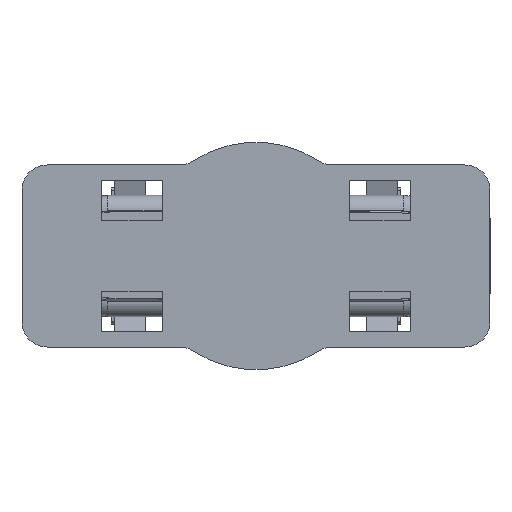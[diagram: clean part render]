
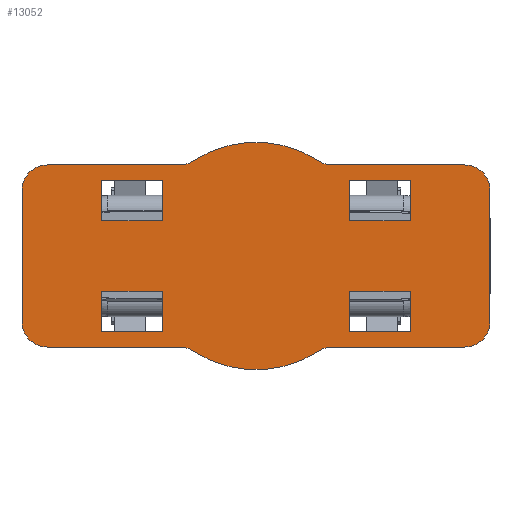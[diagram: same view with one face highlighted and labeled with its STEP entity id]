
A CAD part, front view. The second image highlights one B-rep face of the part: STEP entity #13052.
In plain terms, the highlighted planar face has unit normal (0, -1, 0).
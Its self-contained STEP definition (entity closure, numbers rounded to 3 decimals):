
#733=CIRCLE('',#14169,0.5);
#734=CIRCLE('',#14170,0.5);
#735=CIRCLE('',#14171,2.25);
#736=CIRCLE('',#14172,0.5);
#737=CIRCLE('',#14173,0.5);
#738=CIRCLE('',#14174,0.5);
#739=CIRCLE('',#14175,0.5);
#740=CIRCLE('',#14176,2.25);
#741=CIRCLE('',#14177,0.5);
#742=CIRCLE('',#14178,0.5);
#4341=ORIENTED_EDGE('',*,*,#6447,.F.);
#4342=ORIENTED_EDGE('',*,*,#6448,.F.);
#4343=ORIENTED_EDGE('',*,*,#6449,.F.);
#4344=ORIENTED_EDGE('',*,*,#6450,.F.);
#4345=ORIENTED_EDGE('',*,*,#6451,.T.);
#4346=ORIENTED_EDGE('',*,*,#6452,.T.);
#4347=ORIENTED_EDGE('',*,*,#6453,.T.);
#4348=ORIENTED_EDGE('',*,*,#6454,.T.);
#4349=ORIENTED_EDGE('',*,*,#6455,.T.);
#4350=ORIENTED_EDGE('',*,*,#6456,.T.);
#4351=ORIENTED_EDGE('',*,*,#6457,.T.);
#4352=ORIENTED_EDGE('',*,*,#6458,.T.);
#4353=ORIENTED_EDGE('',*,*,#6459,.T.);
#4354=ORIENTED_EDGE('',*,*,#6460,.T.);
#4355=ORIENTED_EDGE('',*,*,#6461,.T.);
#4356=ORIENTED_EDGE('',*,*,#6462,.T.);
#4357=ORIENTED_EDGE('',*,*,#6463,.T.);
#4358=ORIENTED_EDGE('',*,*,#6464,.T.);
#4359=ORIENTED_EDGE('',*,*,#6465,.T.);
#4360=ORIENTED_EDGE('',*,*,#6466,.T.);
#4361=ORIENTED_EDGE('',*,*,#6467,.T.);
#4362=ORIENTED_EDGE('',*,*,#6468,.T.);
#4363=ORIENTED_EDGE('',*,*,#6381,.T.);
#4364=ORIENTED_EDGE('',*,*,#6469,.T.);
#4365=ORIENTED_EDGE('',*,*,#6470,.T.);
#4366=ORIENTED_EDGE('',*,*,#6471,.T.);
#4367=ORIENTED_EDGE('',*,*,#6472,.T.);
#4368=ORIENTED_EDGE('',*,*,#6473,.T.);
#4369=ORIENTED_EDGE('',*,*,#6474,.T.);
#4370=ORIENTED_EDGE('',*,*,#6475,.T.);
#4371=ORIENTED_EDGE('',*,*,#6377,.T.);
#4372=ORIENTED_EDGE('',*,*,#6476,.T.);
#6377=EDGE_CURVE('',#7720,#7719,#9079,.T.);
#6381=EDGE_CURVE('',#7724,#7723,#9083,.T.);
#6447=EDGE_CURVE('',#7781,#7782,#9139,.T.);
#6448=EDGE_CURVE('',#7783,#7781,#9140,.T.);
#6449=EDGE_CURVE('',#7784,#7783,#9141,.T.);
#6450=EDGE_CURVE('',#7782,#7784,#9142,.T.);
#6451=EDGE_CURVE('',#7785,#7786,#9143,.T.);
#6452=EDGE_CURVE('',#7786,#7787,#733,.T.);
#6453=EDGE_CURVE('',#7787,#7788,#9144,.T.);
#6454=EDGE_CURVE('',#7788,#7789,#734,.F.);
#6455=EDGE_CURVE('',#7789,#7790,#735,.T.);
#6456=EDGE_CURVE('',#7790,#7791,#736,.F.);
#6457=EDGE_CURVE('',#7791,#7792,#9145,.T.);
#6458=EDGE_CURVE('',#7792,#7793,#737,.T.);
#6459=EDGE_CURVE('',#7793,#7794,#9146,.T.);
#6460=EDGE_CURVE('',#7794,#7795,#738,.T.);
#6461=EDGE_CURVE('',#7795,#7796,#9147,.T.);
#6462=EDGE_CURVE('',#7796,#7797,#739,.F.);
#6463=EDGE_CURVE('',#7797,#7798,#740,.T.);
#6464=EDGE_CURVE('',#7798,#7799,#741,.F.);
#6465=EDGE_CURVE('',#7799,#7800,#9148,.T.);
#6466=EDGE_CURVE('',#7800,#7785,#742,.T.);
#6467=EDGE_CURVE('',#7801,#7802,#9149,.T.);
#6468=EDGE_CURVE('',#7802,#7724,#9150,.T.);
#6469=EDGE_CURVE('',#7723,#7801,#9151,.T.);
#6470=EDGE_CURVE('',#7803,#7804,#9152,.T.);
#6471=EDGE_CURVE('',#7804,#7805,#9153,.T.);
#6472=EDGE_CURVE('',#7805,#7806,#9154,.T.);
#6473=EDGE_CURVE('',#7806,#7803,#9155,.T.);
#6474=EDGE_CURVE('',#7807,#7808,#9156,.T.);
#6475=EDGE_CURVE('',#7808,#7720,#9157,.T.);
#6476=EDGE_CURVE('',#7719,#7807,#9158,.T.);
#7719=VERTEX_POINT('',#21988);
#7720=VERTEX_POINT('',#21990);
#7723=VERTEX_POINT('',#21996);
#7724=VERTEX_POINT('',#21998);
#7781=VERTEX_POINT('',#22129);
#7782=VERTEX_POINT('',#22130);
#7783=VERTEX_POINT('',#22132);
#7784=VERTEX_POINT('',#22134);
#7785=VERTEX_POINT('',#22137);
#7786=VERTEX_POINT('',#22138);
#7787=VERTEX_POINT('',#22140);
#7788=VERTEX_POINT('',#22142);
#7789=VERTEX_POINT('',#22144);
#7790=VERTEX_POINT('',#22146);
#7791=VERTEX_POINT('',#22148);
#7792=VERTEX_POINT('',#22150);
#7793=VERTEX_POINT('',#22152);
#7794=VERTEX_POINT('',#22154);
#7795=VERTEX_POINT('',#22156);
#7796=VERTEX_POINT('',#22158);
#7797=VERTEX_POINT('',#22160);
#7798=VERTEX_POINT('',#22162);
#7799=VERTEX_POINT('',#22164);
#7800=VERTEX_POINT('',#22166);
#7801=VERTEX_POINT('',#22169);
#7802=VERTEX_POINT('',#22170);
#7803=VERTEX_POINT('',#22174);
#7804=VERTEX_POINT('',#22175);
#7805=VERTEX_POINT('',#22177);
#7806=VERTEX_POINT('',#22179);
#7807=VERTEX_POINT('',#22182);
#7808=VERTEX_POINT('',#22183);
#9079=LINE('',#21989,#10477);
#9083=LINE('',#21997,#10481);
#9139=LINE('',#22128,#10537);
#9140=LINE('',#22131,#10538);
#9141=LINE('',#22133,#10539);
#9142=LINE('',#22135,#10540);
#9143=LINE('',#22136,#10541);
#9144=LINE('',#22141,#10542);
#9145=LINE('',#22149,#10543);
#9146=LINE('',#22153,#10544);
#9147=LINE('',#22157,#10545);
#9148=LINE('',#22165,#10546);
#9149=LINE('',#22168,#10547);
#9150=LINE('',#22171,#10548);
#9151=LINE('',#22172,#10549);
#9152=LINE('',#22173,#10550);
#9153=LINE('',#22176,#10551);
#9154=LINE('',#22178,#10552);
#9155=LINE('',#22180,#10553);
#9156=LINE('',#22181,#10554);
#9157=LINE('',#22184,#10555);
#9158=LINE('',#22185,#10556);
#10477=VECTOR('',#17310,1000.);
#10481=VECTOR('',#17314,1000.);
#10537=VECTOR('',#17406,1000.);
#10538=VECTOR('',#17407,1000.);
#10539=VECTOR('',#17408,1000.);
#10540=VECTOR('',#17409,1000.);
#10541=VECTOR('',#17410,1000.);
#10542=VECTOR('',#17413,1000.);
#10543=VECTOR('',#17420,1000.);
#10544=VECTOR('',#17423,1000.);
#10545=VECTOR('',#17426,1000.);
#10546=VECTOR('',#17433,1000.);
#10547=VECTOR('',#17436,1000.);
#10548=VECTOR('',#17437,1000.);
#10549=VECTOR('',#17438,1000.);
#10550=VECTOR('',#17439,1000.);
#10551=VECTOR('',#17440,1000.);
#10552=VECTOR('',#17441,1000.);
#10553=VECTOR('',#17442,1000.);
#10554=VECTOR('',#17443,1000.);
#10555=VECTOR('',#17444,1000.);
#10556=VECTOR('',#17445,1000.);
#11243=EDGE_LOOP('',(#4341,#4342,#4343,#4344));
#11244=EDGE_LOOP('',(#4345,#4346,#4347,#4348,#4349,#4350,#4351,#4352,#4353,
#4354,#4355,#4356,#4357,#4358,#4359,#4360));
#11245=EDGE_LOOP('',(#4361,#4362,#4363,#4364));
#11246=EDGE_LOOP('',(#4365,#4366,#4367,#4368));
#11247=EDGE_LOOP('',(#4369,#4370,#4371,#4372));
#11917=FACE_BOUND('',#11243,.T.);
#11918=FACE_BOUND('',#11244,.T.);
#11919=FACE_BOUND('',#11245,.T.);
#11920=FACE_BOUND('',#11246,.T.);
#11921=FACE_BOUND('',#11247,.T.);
#12407=PLANE('',#14168);
#13052=ADVANCED_FACE('',(#11917,#11918,#11919,#11920,#11921),#12407,.T.);
#14168=AXIS2_PLACEMENT_3D('',#22127,#17404,#17405);
#14169=AXIS2_PLACEMENT_3D('',#22139,#17411,#17412);
#14170=AXIS2_PLACEMENT_3D('',#22143,#17414,#17415);
#14171=AXIS2_PLACEMENT_3D('',#22145,#17416,#17417);
#14172=AXIS2_PLACEMENT_3D('',#22147,#17418,#17419);
#14173=AXIS2_PLACEMENT_3D('',#22151,#17421,#17422);
#14174=AXIS2_PLACEMENT_3D('',#22155,#17424,#17425);
#14175=AXIS2_PLACEMENT_3D('',#22159,#17427,#17428);
#14176=AXIS2_PLACEMENT_3D('',#22161,#17429,#17430);
#14177=AXIS2_PLACEMENT_3D('',#22163,#17431,#17432);
#14178=AXIS2_PLACEMENT_3D('',#22167,#17434,#17435);
#17310=DIRECTION('',(1.,0.,0.));
#17314=DIRECTION('',(1.,0.,0.));
#17404=DIRECTION('',(0.,-1.,0.));
#17405=DIRECTION('',(0.,0.,-1.));
#17406=DIRECTION('',(0.,0.,1.));
#17407=DIRECTION('',(1.,0.,0.));
#17408=DIRECTION('',(0.,0.,-1.));
#17409=DIRECTION('',(-1.,0.,0.));
#17410=DIRECTION('',(0.,0.,1.));
#17411=DIRECTION('',(0.,-1.,0.));
#17412=DIRECTION('',(0.,0.,-1.));
#17413=DIRECTION('',(-1.,0.,0.));
#17414=DIRECTION('',(0.,-1.,0.));
#17415=DIRECTION('',(0.,0.,-1.));
#17416=DIRECTION('',(0.,-1.,0.));
#17417=DIRECTION('',(1.,0.,0.));
#17418=DIRECTION('',(0.,-1.,0.));
#17419=DIRECTION('',(0.,0.,-1.));
#17420=DIRECTION('',(-1.,0.,0.));
#17421=DIRECTION('',(0.,-1.,0.));
#17422=DIRECTION('',(0.,0.,-1.));
#17423=DIRECTION('',(0.,0.,-1.));
#17424=DIRECTION('',(0.,-1.,0.));
#17425=DIRECTION('',(0.,0.,-1.));
#17426=DIRECTION('',(1.,0.,0.));
#17427=DIRECTION('',(0.,-1.,0.));
#17428=DIRECTION('',(0.,0.,-1.));
#17429=DIRECTION('',(0.,-1.,0.));
#17430=DIRECTION('',(1.,0.,0.));
#17431=DIRECTION('',(0.,-1.,0.));
#17432=DIRECTION('',(0.,0.,-1.));
#17433=DIRECTION('',(1.,0.,0.));
#17434=DIRECTION('',(0.,-1.,0.));
#17435=DIRECTION('',(0.,0.,-1.));
#17436=DIRECTION('',(-1.,0.,0.));
#17437=DIRECTION('',(0.,0.,1.));
#17438=DIRECTION('',(0.,0.,-1.));
#17439=DIRECTION('',(-1.,0.,0.));
#17440=DIRECTION('',(0.,0.,1.));
#17441=DIRECTION('',(1.,0.,0.));
#17442=DIRECTION('',(0.,0.,-1.));
#17443=DIRECTION('',(-1.,0.,0.));
#17444=DIRECTION('',(0.,0.,1.));
#17445=DIRECTION('',(0.,0.,-1.));
#21988=CARTESIAN_POINT('',(3.05,0.,1.5));
#21989=CARTESIAN_POINT('',(1.85,0.,1.5));
#21990=CARTESIAN_POINT('',(1.85,0.,1.5));
#21996=CARTESIAN_POINT('',(-1.85,0.,1.5));
#21997=CARTESIAN_POINT('',(-3.05,0.,1.5));
#21998=CARTESIAN_POINT('',(-3.05,0.,1.5));
#22127=CARTESIAN_POINT('',(0.,0.,0.));
#22128=CARTESIAN_POINT('',(3.05,0.,-1.5));
#22129=CARTESIAN_POINT('',(3.05,0.,-1.5));
#22130=CARTESIAN_POINT('',(3.05,0.,-0.7));
#22131=CARTESIAN_POINT('',(1.85,0.,-1.5));
#22132=CARTESIAN_POINT('',(1.85,0.,-1.5));
#22133=CARTESIAN_POINT('',(1.85,0.,-0.7));
#22134=CARTESIAN_POINT('',(1.85,0.,-0.7));
#22135=CARTESIAN_POINT('',(3.05,0.,-0.7));
#22136=CARTESIAN_POINT('',(4.625,0.,-1.8));
#22137=CARTESIAN_POINT('',(4.625,0.,-1.3));
#22138=CARTESIAN_POINT('',(4.625,0.,1.3));
#22139=CARTESIAN_POINT('',(4.125,0.,1.3));
#22140=CARTESIAN_POINT('',(4.125,0.,1.8));
#22141=CARTESIAN_POINT('',(4.625,0.,1.8));
#22142=CARTESIAN_POINT('',(1.507,0.,1.8));
#22143=CARTESIAN_POINT('',(1.507,0.,2.3));
#22144=CARTESIAN_POINT('',(1.233,0.,1.882));
#22145=CARTESIAN_POINT('',(0.,0.,0.));
#22146=CARTESIAN_POINT('',(-1.233,0.,1.882));
#22147=CARTESIAN_POINT('',(-1.507,0.,2.3));
#22148=CARTESIAN_POINT('',(-1.507,0.,1.8));
#22149=CARTESIAN_POINT('',(-1.35,0.,1.8));
#22150=CARTESIAN_POINT('',(-4.125,0.,1.8));
#22151=CARTESIAN_POINT('',(-4.125,0.,1.3));
#22152=CARTESIAN_POINT('',(-4.625,0.,1.3));
#22153=CARTESIAN_POINT('',(-4.625,0.,1.8));
#22154=CARTESIAN_POINT('',(-4.625,0.,-1.3));
#22155=CARTESIAN_POINT('',(-4.125,0.,-1.3));
#22156=CARTESIAN_POINT('',(-4.125,0.,-1.8));
#22157=CARTESIAN_POINT('',(-4.625,0.,-1.8));
#22158=CARTESIAN_POINT('',(-1.507,0.,-1.8));
#22159=CARTESIAN_POINT('',(-1.507,0.,-2.3));
#22160=CARTESIAN_POINT('',(-1.233,0.,-1.882));
#22161=CARTESIAN_POINT('',(0.,0.,0.));
#22162=CARTESIAN_POINT('',(1.233,0.,-1.882));
#22163=CARTESIAN_POINT('',(1.507,0.,-2.3));
#22164=CARTESIAN_POINT('',(1.507,0.,-1.8));
#22165=CARTESIAN_POINT('',(1.35,0.,-1.8));
#22166=CARTESIAN_POINT('',(4.125,0.,-1.8));
#22167=CARTESIAN_POINT('',(4.125,0.,-1.3));
#22168=CARTESIAN_POINT('',(-1.85,0.,0.7));
#22169=CARTESIAN_POINT('',(-1.85,0.,0.7));
#22170=CARTESIAN_POINT('',(-3.05,0.,0.7));
#22171=CARTESIAN_POINT('',(-3.05,0.,0.7));
#22172=CARTESIAN_POINT('',(-1.85,0.,1.5));
#22173=CARTESIAN_POINT('',(-1.85,0.,-1.5));
#22174=CARTESIAN_POINT('',(-1.85,0.,-1.5));
#22175=CARTESIAN_POINT('',(-3.05,0.,-1.5));
#22176=CARTESIAN_POINT('',(-3.05,0.,-1.5));
#22177=CARTESIAN_POINT('',(-3.05,0.,-0.7));
#22178=CARTESIAN_POINT('',(-3.05,0.,-0.7));
#22179=CARTESIAN_POINT('',(-1.85,0.,-0.7));
#22180=CARTESIAN_POINT('',(-1.85,0.,-0.7));
#22181=CARTESIAN_POINT('',(3.05,0.,0.7));
#22182=CARTESIAN_POINT('',(3.05,0.,0.7));
#22183=CARTESIAN_POINT('',(1.85,0.,0.7));
#22184=CARTESIAN_POINT('',(1.85,0.,0.7));
#22185=CARTESIAN_POINT('',(3.05,0.,1.5));
